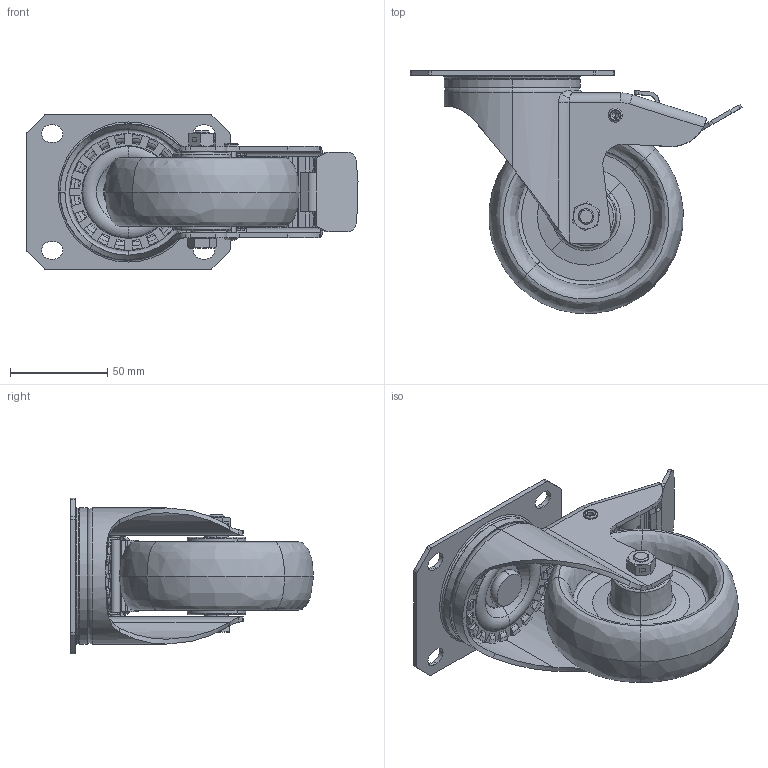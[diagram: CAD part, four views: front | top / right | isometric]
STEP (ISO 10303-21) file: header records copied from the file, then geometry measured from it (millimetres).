
FILE_DESCRIPTION (( 'STEP AP214' ), '1' );
FILE_NAME ('0056064.step', '2023-06-22T08:57:32', ( '' ), ( '' ), 'SwSTEP 2.0', 'SolidWorks 2020', '' );
FILE_SCHEMA (( 'AUTOMOTIVE_DESIGN' ));
Length unit declared in the file: millimetre
Products named in the file (1): 0056064
Bounding box: 170.63 x 124.85 x 80 mm (x, y, z)
Volume: 238153.8 mm3; surface area: 112009.9 mm2
Topology: 8 solids, 8 shells, 1118 faces, 2819 edges, 1748 vertices
Faces by surface type: plane 437, cylinder 239, torus 189, bspline 133, cone 118, sphere 2
Entity records: 56888 total; most frequent: CARTESIAN_POINT 18997, ORIENTED_EDGE 5632, DIRECTION 4870, EDGE_CURVE 2816, AXIS2_PLACEMENT_3D 1833, VERTEX_POINT 1748, LINE 1204, VECTOR 1204
